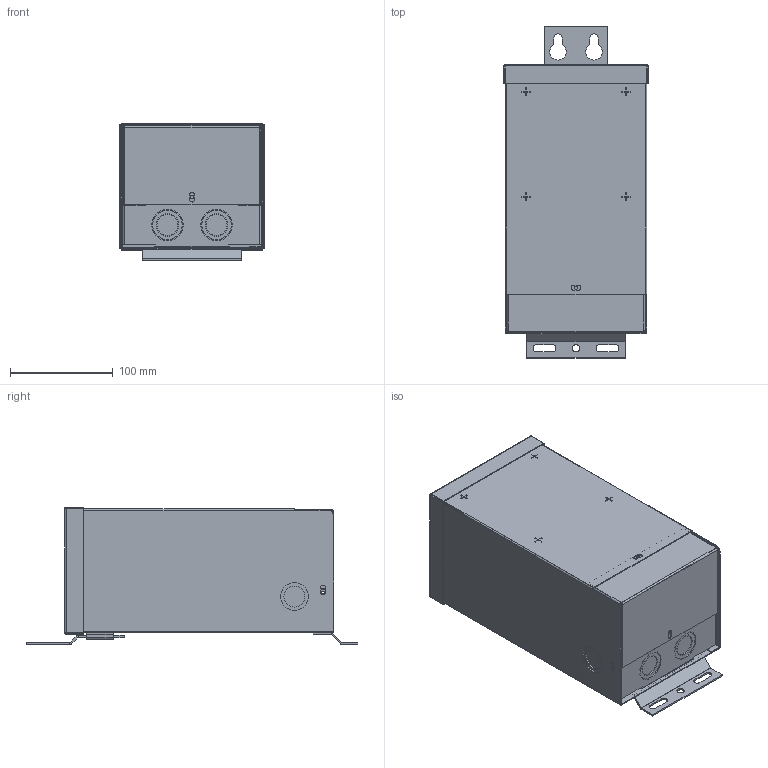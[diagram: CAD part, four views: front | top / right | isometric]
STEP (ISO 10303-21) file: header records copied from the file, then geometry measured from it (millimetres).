
FILE_DESCRIPTION (( 'STEP AP214' ), '1' );
FILE_NAME ('T279741S.STEP', '2015-07-16T13:36:09', ( '' ), ( '' ), 'SwSTEP 2.0', 'SolidWorks 2012', '' );
FILE_SCHEMA (( 'AUTOMOTIVE_DESIGN' ));
Length unit declared in the file: inch
Products named in the file (9): T279741S; A  5-701651-; A  4-701639-; A  1-113451-; A  5-701637-; A  4-701640-; A  4-701641-; B   -111577-; A   -700716-
Assembly tree (8 placements, depth 3):
  T279741S
    A  5-701637-
      A  5-701651-
      A  4-701639-
      A  1-113451-
    A  4-701640-
    A  4-701641-
    B   -111577-
    A   -700716-
Bounding box: 139.9 x 322.44 x 133.57 mm (x, y, z)
Volume: 190302.6 mm3; surface area: 398476.8 mm2
Topology: 7 solids, 7 shells, 625 faces, 1521 edges, 952 vertices
Faces by surface type: plane 433, cylinder 152, cone 20, bspline 20
Entity records: 20573 total; most frequent: CARTESIAN_POINT 5330, ORIENTED_EDGE 3042, DIRECTION 3019, EDGE_CURVE 1521, VECTOR 1177, LINE 1177, VERTEX_POINT 952, AXIS2_PLACEMENT_3D 921
